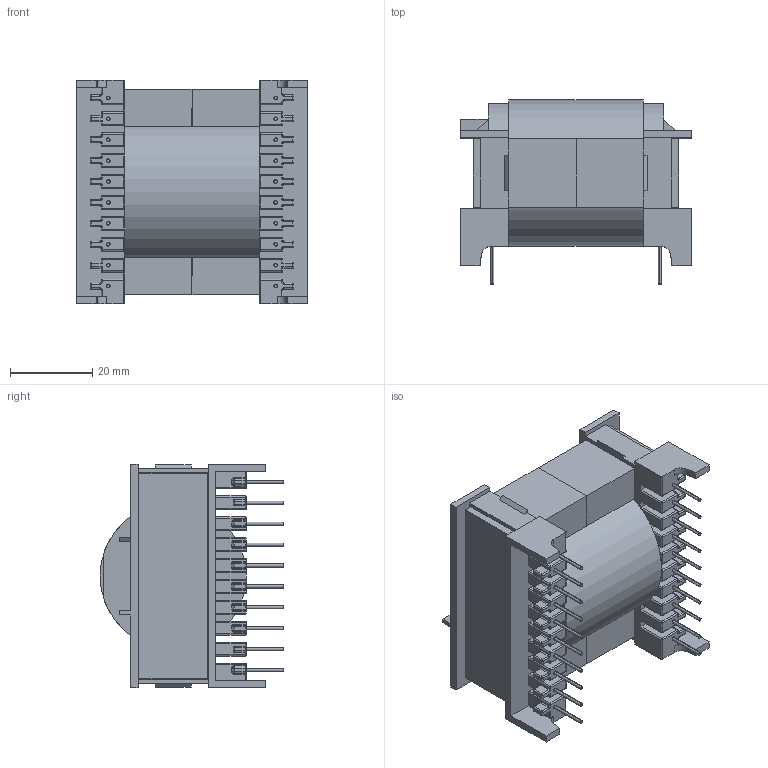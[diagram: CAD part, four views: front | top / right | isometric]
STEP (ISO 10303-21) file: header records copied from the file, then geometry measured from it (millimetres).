
FILE_DESCRIPTION (( 'STEP AP214' ), '1' );
FILE_NAME ('ETD49_5300.STEP', '2021-07-08T18:08:43', ( '' ), ( '' ), 'SwSTEP 2.0', 'SolidWorks 2017', '' );
FILE_SCHEMA (( 'AUTOMOTIVE_DESIGN' ));
Length unit declared in the file: inch
Products named in the file (4): 150-2152_6B; 070-5300_6B; ETD49_5300; 070-5300_coil
Assembly tree (4 placements, depth 2):
  ETD49_5300
    070-5300_6B
    150-2152_6B  x2
    070-5300_coil
Bounding box: 56 x 44.67 x 54.4 mm (x, y, z)
Volume: 65434.9 mm3; surface area: 35183.3 mm2
Topology: 4 solids, 4 shells, 1037 faces, 2527 edges, 1502 vertices
Faces by surface type: cylinder 492, plane 297, torus 216, bspline 32
Entity records: 32563 total; most frequent: CARTESIAN_POINT 7199, DIRECTION 5551, ORIENTED_EDGE 4926, EDGE_CURVE 2463, AXIS2_PLACEMENT_3D 2170, VERTEX_POINT 1482, LINE 1211, VECTOR 1211
